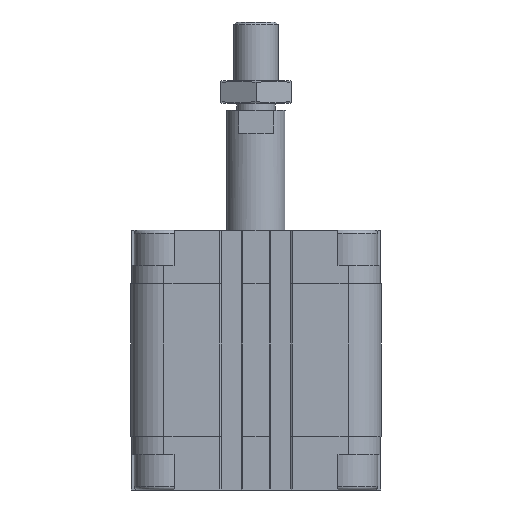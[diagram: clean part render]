
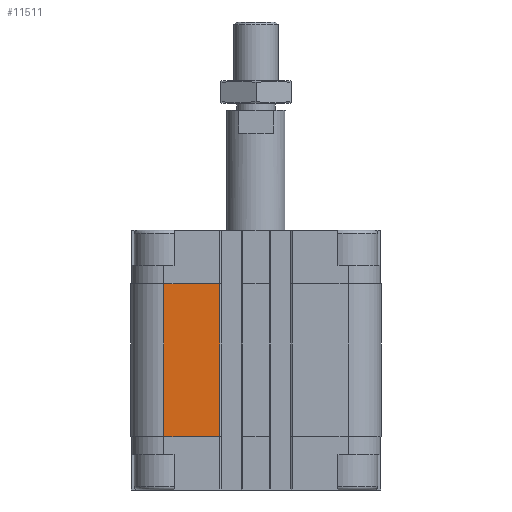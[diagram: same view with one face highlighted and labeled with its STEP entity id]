
A CAD part, front view. The second image highlights one B-rep face of the part: STEP entity #11511.
In plain terms, the highlighted face is planar.
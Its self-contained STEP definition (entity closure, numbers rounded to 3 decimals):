
#236=LINE('',#17462,#1296);
#552=LINE('',#18303,#1612);
#579=LINE('',#18396,#1639);
#580=LINE('',#18398,#1640);
#1296=VECTOR('',#13608,1000.);
#1612=VECTOR('',#14404,1000.);
#1639=VECTOR('',#14545,1000.);
#1640=VECTOR('',#14548,1000.);
#2300=PLANE('',#12468);
#4333=ORIENTED_EDGE('',*,*,#7219,.F.);
#4334=ORIENTED_EDGE('',*,*,#7265,.F.);
#4335=ORIENTED_EDGE('',*,*,#6792,.T.);
#4336=ORIENTED_EDGE('',*,*,#7266,.T.);
#6792=EDGE_CURVE('',#8465,#8464,#236,.T.);
#7219=EDGE_CURVE('',#8749,#8750,#552,.T.);
#7265=EDGE_CURVE('',#8465,#8749,#579,.T.);
#7266=EDGE_CURVE('',#8464,#8750,#580,.T.);
#8464=VERTEX_POINT('',#17461);
#8465=VERTEX_POINT('',#17463);
#8749=VERTEX_POINT('',#18302);
#8750=VERTEX_POINT('',#18304);
#9900=EDGE_LOOP('',(#4333,#4334,#4335,#4336));
#10694=FACE_BOUND('',#9900,.T.);
#11511=ADVANCED_FACE('',(#10694),#2300,.T.);
#12468=AXIS2_PLACEMENT_3D('',#18397,#14546,#14547);
#13608=DIRECTION('',(-1.,0.,0.));
#14404=DIRECTION('',(-1.,0.,0.));
#14545=DIRECTION('',(0.,0.,1.));
#14546=DIRECTION('',(0.,1.,0.));
#14547=DIRECTION('',(0.,0.,1.));
#14548=DIRECTION('',(0.,0.,1.));
#17461=CARTESIAN_POINT('',(9.85,34.,-56.));
#17462=CARTESIAN_POINT('',(25.,34.,-56.));
#17463=CARTESIAN_POINT('',(25.,34.,-56.));
#18302=CARTESIAN_POINT('',(25.,34.,-14.5));
#18303=CARTESIAN_POINT('',(25.,34.,-14.5));
#18304=CARTESIAN_POINT('',(9.85,34.,-14.5));
#18396=CARTESIAN_POINT('',(25.,34.,-56.));
#18397=CARTESIAN_POINT('',(25.,34.,-56.));
#18398=CARTESIAN_POINT('',(9.85,34.,-56.));
